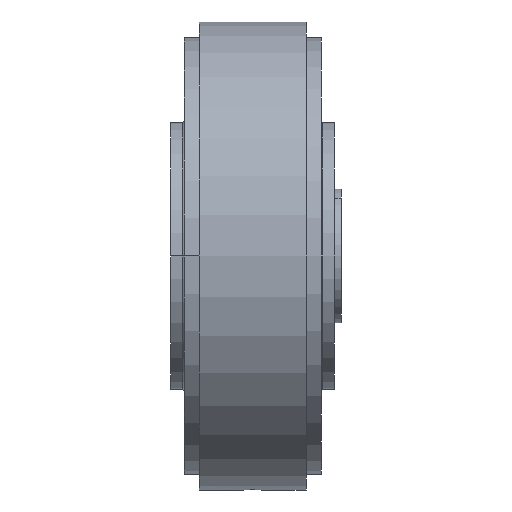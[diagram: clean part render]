
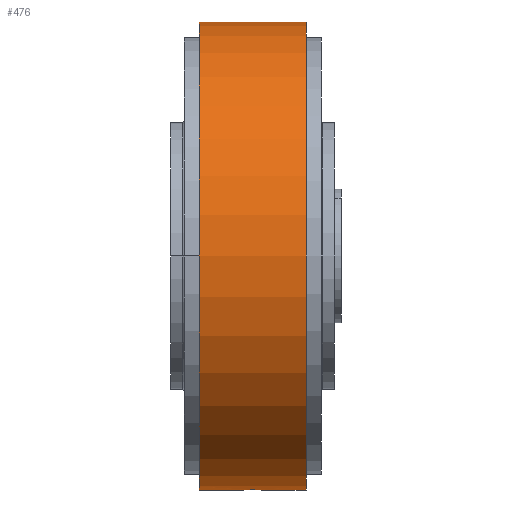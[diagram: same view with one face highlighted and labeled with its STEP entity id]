
A CAD part, front view. The second image highlights one B-rep face of the part: STEP entity #476.
In plain terms, the highlighted cylindrical face has radius 52.5 mm (diameter 105 mm), a partial arc.
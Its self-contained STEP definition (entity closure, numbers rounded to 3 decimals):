
#388 = AXIS2_PLACEMENT_3D ( 'NONE', #5699, #10040, #13046 ) ;
#476 = ADVANCED_FACE ( 'NONE', ( #12422 ), #9934, .T. ) ;
#679 = CARTESIAN_POINT ( 'NONE',  ( 10.143, -1.898, -52.466 ) ) ;
#713 = DIRECTION ( 'NONE',  ( -1., 0., 0. ) ) ;
#727 = CARTESIAN_POINT ( 'NONE',  ( 7.5, 0., -52.5 ) ) ;
#779 = CARTESIAN_POINT ( 'NONE',  ( 7.703, -0.887, -52.493 ) ) ;
#826 = CARTESIAN_POINT ( 'NONE',  ( 9.63, -2., -52.462 ) ) ;
#841 = CARTESIAN_POINT ( 'NONE',  ( 7.5, 0., -52.5 ) ) ;
#954 = CARTESIAN_POINT ( 'NONE',  ( 10.821, -1.508, -52.478 ) ) ;
#982 = DIRECTION ( 'NONE',  ( -1., 0., 0. ) ) ;
#1079 = VERTEX_POINT ( 'NONE', #841 ) ;
#1284 = ORIENTED_EDGE ( 'NONE', *, *, #4911, .F. ) ;
#1326 = EDGE_CURVE ( 'NONE', #1079, #8382, #3722, .T. ) ;
#1446 = ORIENTED_EDGE ( 'NONE', *, *, #3862, .F. ) ;
#1646 = EDGE_CURVE ( 'NONE', #4705, #8382, #10405, .T. ) ;
#1786 = CARTESIAN_POINT ( 'NONE',  ( 7.5, -0.132, -52.5 ) ) ;
#1828 = CARTESIAN_POINT ( 'NONE',  ( 7.764, -1.002, -52.491 ) ) ;
#1967 = ORIENTED_EDGE ( 'NONE', *, *, #4966, .T. ) ;
#2004 = CARTESIAN_POINT ( 'NONE',  ( 11.298, -0.886, -52.493 ) ) ;
#2070 = CARTESIAN_POINT ( 'NONE',  ( 11.5, 0., -52.5 ) ) ;
#2388 = VECTOR ( 'NONE', #3002, 1000. ) ;
#2395 = CARTESIAN_POINT ( 'NONE',  ( 0., 0., -52.5 ) ) ;
#2514 = CIRCLE ( 'NONE', #7288, 52.5 ) ;
#3002 = DIRECTION ( 'NONE',  ( -1., 0., 0. ) ) ;
#3091 = CARTESIAN_POINT ( 'NONE',  ( 11.09, -1.22, -52.486 ) ) ;
#3535 = VECTOR ( 'NONE', #7181, 1000. ) ;
#3571 = VERTEX_POINT ( 'NONE', #10645 ) ;
#3722 = B_SPLINE_CURVE_WITH_KNOTS ( 'NONE', 3,
 ( #727, #1786, #8038, #10192, #3928, #779, #1828, #12318, #4895, #6028, #13293, #11289, #11341, #826, #6943, #5024, #679, #10417, #11384, #8180, #954, #7124, #3091, #13554, #2004, #4108, #5114, #9353, #11527, #11482 ),
 .UNSPECIFIED., .F., .F.,
 ( 4, 2, 2, 2, 2, 2, 2, 2, 2, 2, 2, 2, 2, 2, 4 ),
 ( 0., 0., 0.001, 0.001, 0.002, 0.002, 0.003, 0.004, 0.004, 0.004, 0.005, 0.005, 0.005, 0.006, 0.006 ),
 .UNSPECIFIED. ) ;
#3862 = EDGE_CURVE ( 'NONE', #3571, #8293, #7997, .T. ) ;
#3928 = CARTESIAN_POINT ( 'NONE',  ( 7.602, -0.645, -52.496 ) ) ;
#4108 = CARTESIAN_POINT ( 'NONE',  ( 11.398, -0.644, -52.496 ) ) ;
#4132 = DIRECTION ( 'NONE',  ( 0., 0., 1. ) ) ;
#4187 = ORIENTED_EDGE ( 'NONE', *, *, #6600, .T. ) ;
#4527 = LINE ( 'NONE', #13518, #3535 ) ;
#4705 = VERTEX_POINT ( 'NONE', #12039 ) ;
#4895 = CARTESIAN_POINT ( 'NONE',  ( 7.994, -1.322, -52.483 ) ) ;
#4911 = EDGE_CURVE ( 'NONE', #1079, #3571, #8447, .T. ) ;
#4966 = EDGE_CURVE ( 'NONE', #13201, #8293, #4527, .T. ) ;
#5024 = CARTESIAN_POINT ( 'NONE',  ( 10.019, -1.936, -52.464 ) ) ;
#5114 = CARTESIAN_POINT ( 'NONE',  ( 11.436, -0.519, -52.498 ) ) ;
#5699 = CARTESIAN_POINT ( 'NONE',  ( 0., 0., 0. ) ) ;
#5820 = ORIENTED_EDGE ( 'NONE', *, *, #1326, .T. ) ;
#5826 = CARTESIAN_POINT ( 'NONE',  ( -2.5, 0., 0. ) ) ;
#5927 = ORIENTED_EDGE ( 'NONE', *, *, #1646, .F. ) ;
#6028 = CARTESIAN_POINT ( 'NONE',  ( 8.271, -1.599, -52.476 ) ) ;
#6600 = EDGE_CURVE ( 'NONE', #4705, #13201, #2514, .T. ) ;
#6943 = CARTESIAN_POINT ( 'NONE',  ( 9.762, -1.987, -52.462 ) ) ;
#7124 = CARTESIAN_POINT ( 'NONE',  ( 11.007, -1.321, -52.483 ) ) ;
#7181 = DIRECTION ( 'NONE',  ( -1., 0., 0. ) ) ;
#7243 = CARTESIAN_POINT ( 'NONE',  ( 21.5, 0., 0. ) ) ;
#7284 = CARTESIAN_POINT ( 'NONE',  ( -2.5, 0., 52.5 ) ) ;
#7288 = AXIS2_PLACEMENT_3D ( 'NONE', #7243, #982, #4132 ) ;
#7997 = CIRCLE ( 'NONE', #9115, 52.5 ) ;
#8038 = CARTESIAN_POINT ( 'NONE',  ( 7.513, -0.262, -52.5 ) ) ;
#8180 = CARTESIAN_POINT ( 'NONE',  ( 10.719, -1.591, -52.476 ) ) ;
#8293 = VERTEX_POINT ( 'NONE', #7284 ) ;
#8382 = VERTEX_POINT ( 'NONE', #2070 ) ;
#8447 = LINE ( 'NONE', #11386, #2388 ) ;
#9115 = AXIS2_PLACEMENT_3D ( 'NONE', #5826, #713, #13230 ) ;
#9353 = CARTESIAN_POINT ( 'NONE',  ( 11.487, -0.263, -52.499 ) ) ;
#9934 = CYLINDRICAL_SURFACE ( 'NONE', #388, 52.5 ) ;
#10040 = DIRECTION ( 'NONE',  ( -1., 0., 0. ) ) ;
#10192 = CARTESIAN_POINT ( 'NONE',  ( 7.564, -0.518, -52.498 ) ) ;
#10405 = LINE ( 'NONE', #2395, #10725 ) ;
#10417 = CARTESIAN_POINT ( 'NONE',  ( 10.386, -1.798, -52.469 ) ) ;
#10645 = CARTESIAN_POINT ( 'NONE',  ( -2.5, 0., -52.5 ) ) ;
#10725 = VECTOR ( 'NONE', #10962, 1000. ) ;
#10962 = DIRECTION ( 'NONE',  ( -1., 0., 0. ) ) ;
#11147 = EDGE_LOOP ( 'NONE', ( #5927, #4187, #1967, #1446, #1284, #5820 ) ) ;
#11289 = CARTESIAN_POINT ( 'NONE',  ( 8.975, -1.947, -52.464 ) ) ;
#11341 = CARTESIAN_POINT ( 'NONE',  ( 9.238, -2., -52.462 ) ) ;
#11384 = CARTESIAN_POINT ( 'NONE',  ( 10.503, -1.735, -52.471 ) ) ;
#11386 = CARTESIAN_POINT ( 'NONE',  ( 0., 0., -52.5 ) ) ;
#11482 = CARTESIAN_POINT ( 'NONE',  ( 11.5, 0., -52.5 ) ) ;
#11527 = CARTESIAN_POINT ( 'NONE',  ( 11.5, -0.131, -52.5 ) ) ;
#12039 = CARTESIAN_POINT ( 'NONE',  ( 21.5, 0., -52.5 ) ) ;
#12318 = CARTESIAN_POINT ( 'NONE',  ( 7.909, -1.219, -52.486 ) ) ;
#12422 = FACE_OUTER_BOUND ( 'NONE', #11147, .T. ) ;
#12728 = CARTESIAN_POINT ( 'NONE',  ( 21.5, 0., 52.5 ) ) ;
#13046 = DIRECTION ( 'NONE',  ( 0., 0., 1. ) ) ;
#13201 = VERTEX_POINT ( 'NONE', #12728 ) ;
#13230 = DIRECTION ( 'NONE',  ( 0., 0., 1. ) ) ;
#13293 = CARTESIAN_POINT ( 'NONE',  ( 8.494, -1.748, -52.471 ) ) ;
#13518 = CARTESIAN_POINT ( 'NONE',  ( 0., 0., 52.5 ) ) ;
#13554 = CARTESIAN_POINT ( 'NONE',  ( 11.235, -1.003, -52.491 ) ) ;
